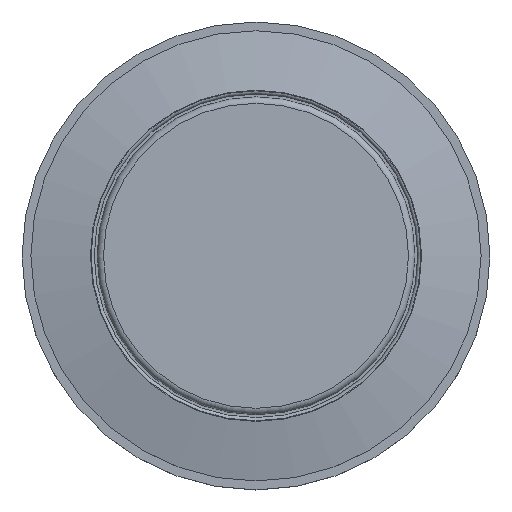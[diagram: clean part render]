
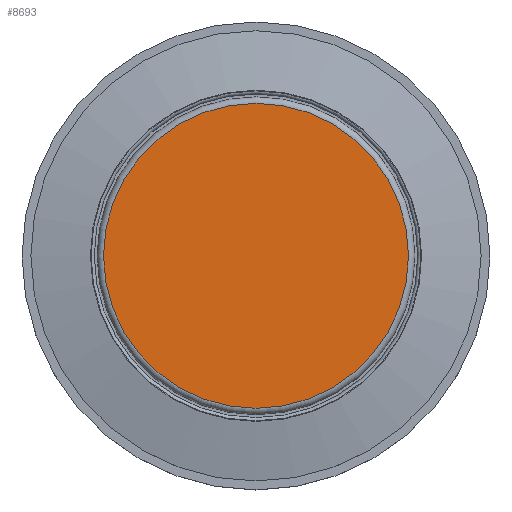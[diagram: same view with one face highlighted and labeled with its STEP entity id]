
A CAD part, top view. The second image highlights one B-rep face of the part: STEP entity #8693.
In plain terms, the highlighted planar face has unit normal (0, 0, 1).
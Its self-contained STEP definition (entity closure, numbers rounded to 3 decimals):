
#487=PLANE($,#9246);
#3123=FACE_OUTER_BOUND($,#3649,.T.);
#3649=EDGE_LOOP($,(#8195));
#3750=CIRCLE($,#9247,9.45);
#4555=VERTEX_POINT($,#14121);
#5769=EDGE_CURVE($,#4555,#4555,#3750,.T.);
#8195=ORIENTED_EDGE($,*,*,#5769,.F.);
#8693=ADVANCED_FACE($,(#3123),#487,.T.);
#9246=AXIS2_PLACEMENT_3D($,#14120,#11402,#11403);
#9247=AXIS2_PLACEMENT_3D($,#14122,#11404,#11405);
#11402=DIRECTION('center_axis',(0.,0.,
1.));
#11403=DIRECTION('ref_axis',(0.,-1.,0.));
#11404=DIRECTION('center_axis',(0.,0.,
-1.));
#11405=DIRECTION('ref_axis',(0.,1.,0.));
#14120=CARTESIAN_POINT('Origin',(0.,-9.775,
5.3));
#14121=CARTESIAN_POINT('',(0.,-5.05,5.3));
#14122=CARTESIAN_POINT('Origin',(0.,-14.5,5.3));
